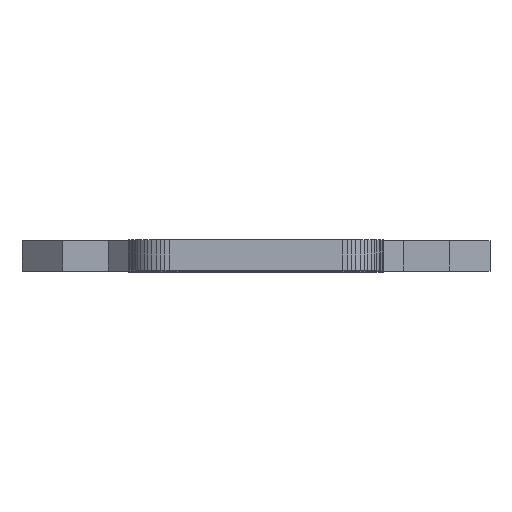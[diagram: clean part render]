
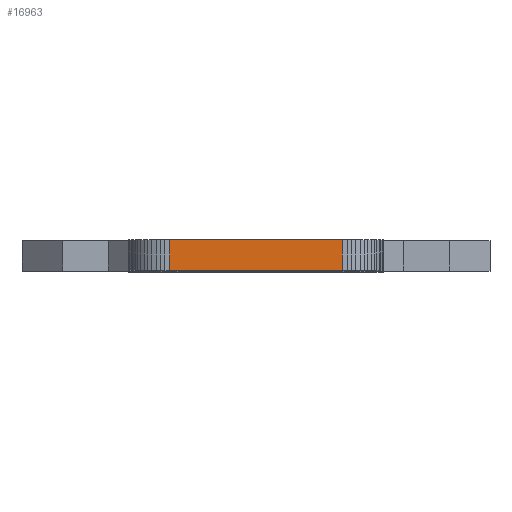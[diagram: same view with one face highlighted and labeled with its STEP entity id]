
A CAD part, top view. The second image highlights one B-rep face of the part: STEP entity #16963.
In plain terms, the highlighted free-form (B-spline) face has degree [3, 3] with [4, 4] control points.
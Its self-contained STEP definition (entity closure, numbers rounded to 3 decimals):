
#1139=B_SPLINE_SURFACE_WITH_KNOTS('',3,3,((#42020,#42021,#42022,#42023),
(#42024,#42025,#42026,#42027),(#42028,#42029,#42030,#42031),(#42032,#42033,
#42034,#42035)),.UNSPECIFIED.,.F.,.F.,.F.,(4,4),(4,4),(0.,1.),(0.,1.),
 .UNSPECIFIED.);
#2398=FACE_OUTER_BOUND('',#3644,.T.);
#3644=EDGE_LOOP('',(#15583,#15584,#15585,#15586));
#3812=B_SPLINE_CURVE_WITH_KNOTS('',1,(#17784,#17785),.UNSPECIFIED.,.F.,
 .F.,(2,2),(0.,1.),.UNSPECIFIED.);
#4361=B_SPLINE_CURVE_WITH_KNOTS('',1,(#19526,#19527),.UNSPECIFIED.,.F.,
 .F.,(2,2),(0.,1.),.UNSPECIFIED.);
#6281=B_SPLINE_CURVE_WITH_KNOTS('',1,(#42018,#42019),.UNSPECIFIED.,.F.,
 .F.,(2,2),(0.,1.),.UNSPECIFIED.);
#6282=B_SPLINE_CURVE_WITH_KNOTS('',1,(#42036,#42037),.UNSPECIFIED.,.F.,
 .F.,(2,2),(0.,1.),.UNSPECIFIED.);
#6494=VERTEX_POINT('',#17780);
#6495=VERTEX_POINT('',#17783);
#7035=VERTEX_POINT('',#19524);
#7036=VERTEX_POINT('',#19525);
#7968=EDGE_CURVE('',#6495,#6494,#3812,.T.);
#8517=EDGE_CURVE('',#7035,#7036,#4361,.T.);
#10437=EDGE_CURVE('',#6495,#7035,#6281,.T.);
#10438=EDGE_CURVE('',#6494,#7036,#6282,.T.);
#15583=ORIENTED_EDGE('',*,*,#8517,.F.);
#15584=ORIENTED_EDGE('',*,*,#10437,.F.);
#15585=ORIENTED_EDGE('',*,*,#7968,.T.);
#15586=ORIENTED_EDGE('',*,*,#10438,.T.);
#16963=ADVANCED_FACE('',(#2398),#1139,.T.);
#17780=CARTESIAN_POINT('',(-81.28,0.,71.12));
#17783=CARTESIAN_POINT('',(-102.87,0.,71.12));
#17784=CARTESIAN_POINT('Ctrl Pts',(-102.87,0.,71.12));
#17785=CARTESIAN_POINT('Ctrl Pts',(-81.28,0.,71.12));
#19524=CARTESIAN_POINT('',(-102.87,3.81,71.12));
#19525=CARTESIAN_POINT('',(-81.28,3.81,71.12));
#19526=CARTESIAN_POINT('Ctrl Pts',(-102.87,3.81,71.12));
#19527=CARTESIAN_POINT('Ctrl Pts',(-81.28,3.81,71.12));
#42018=CARTESIAN_POINT('Ctrl Pts',(-102.87,0.,71.12));
#42019=CARTESIAN_POINT('Ctrl Pts',(-102.87,3.81,71.12));
#42020=CARTESIAN_POINT('Ctrl Pts',(-69.055,-21.115,
71.12));
#42021=CARTESIAN_POINT('Ctrl Pts',(-84.402,-21.115,
71.12));
#42022=CARTESIAN_POINT('Ctrl Pts',(-99.748,-21.115,
71.12));
#42023=CARTESIAN_POINT('Ctrl Pts',(-115.095,-21.115,
71.12));
#42024=CARTESIAN_POINT('Ctrl Pts',(-69.055,-5.768,
71.12));
#42025=CARTESIAN_POINT('Ctrl Pts',(-84.402,-5.768,
71.12));
#42026=CARTESIAN_POINT('Ctrl Pts',(-99.748,-5.768,
71.12));
#42027=CARTESIAN_POINT('Ctrl Pts',(-115.095,-5.768,
71.12));
#42028=CARTESIAN_POINT('Ctrl Pts',(-69.055,9.578,71.12));
#42029=CARTESIAN_POINT('Ctrl Pts',(-84.402,9.578,71.12));
#42030=CARTESIAN_POINT('Ctrl Pts',(-99.748,9.578,71.12));
#42031=CARTESIAN_POINT('Ctrl Pts',(-115.095,9.578,71.12));
#42032=CARTESIAN_POINT('Ctrl Pts',(-69.055,24.925,71.12));
#42033=CARTESIAN_POINT('Ctrl Pts',(-84.402,24.925,71.12));
#42034=CARTESIAN_POINT('Ctrl Pts',(-99.748,24.925,71.12));
#42035=CARTESIAN_POINT('Ctrl Pts',(-115.095,24.925,71.12));
#42036=CARTESIAN_POINT('Ctrl Pts',(-81.28,0.,71.12));
#42037=CARTESIAN_POINT('Ctrl Pts',(-81.28,3.81,71.12));
